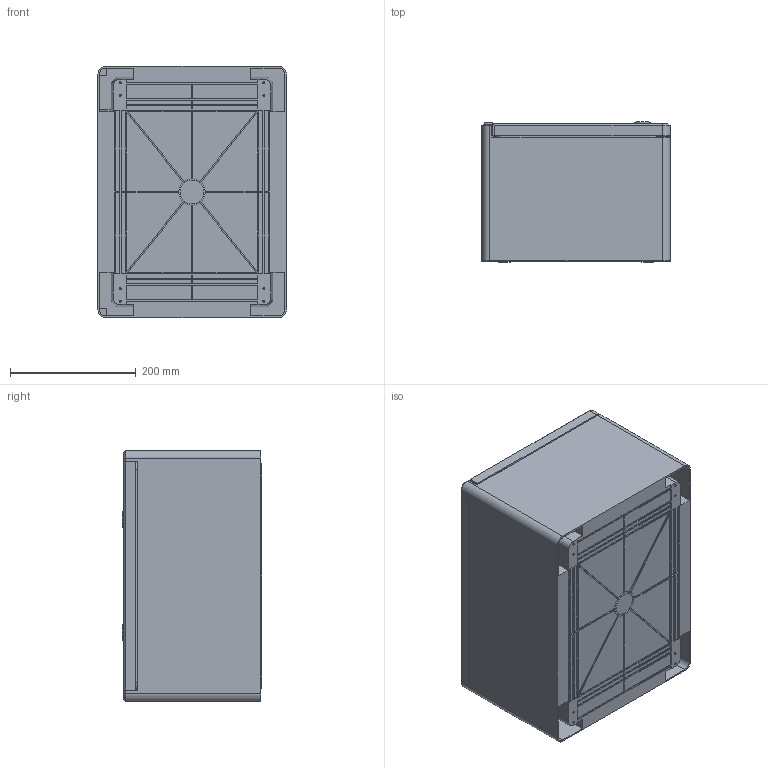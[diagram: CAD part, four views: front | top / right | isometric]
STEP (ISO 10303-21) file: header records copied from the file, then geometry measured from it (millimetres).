
FILE_DESCRIPTION (( 'STEP AP214' ), '1' );
FILE_NAME ('ﾙﾌﾏ-ﾏ (PB65MP004) - ﾑﾁﾎﾐﾊﾀ.STEP', '2021-03-24T13:07:28', ( '' ), ( '' ), 'SwSTEP 2.0', 'SolidWorks 2021', '' );
FILE_SCHEMA (( 'AUTOMOTIVE_DESIGN' ));
Length unit declared in the file: millimetre
Products named in the file (4): ÙÌÏ-Ï (PBT65MP003) - Äâåðü_­¥¯à®§à ç­ ï ¤¢¥àì (PB65MP003); ÙÌÏ-Ï (PBT65MP003) - Ïëàòà ìîíòàæíàÿ; ÙÌÏ-Ï (PB65MP004) - Êîðïóñ; ﾙﾌﾏ-ﾏ (PB65MP004) - ﾑﾁﾎﾐﾊﾀ
Assembly tree (3 placements, depth 2):
  ﾙﾌﾏ-ﾏ (PB65MP004) - ﾑﾁﾎﾐﾊﾀ
    ÙÌÏ-Ï (PB65MP004) - Êîðïóñ
    ÙÌÏ-Ï (PBT65MP003) - Ïëàòà ìîíòàæíàÿ
    ÙÌÏ-Ï (PBT65MP003) - Äâåðü_­¥¯à®§à ç­ ï ¤¢¥àì (PB65MP003)
Bounding box: 300.1 x 222.6 x 400 mm (x, y, z)
Volume: 2248795.4 mm3; surface area: 1577393.9 mm2
Topology: 7 solids, 7 shells, 1435 faces, 3586 edges, 2356 vertices
Faces by surface type: plane 1137, cylinder 240, bspline 38, cone 10, sphere 6, torus 4
Full cylindrical faces by diameter (mm): 3.2 x16, 5 x4, 7.4 x4, 12.2 x3, 15.4 x4, 16 x3, 25 x5, 31.5 x3, 37.8 x1
Entity records: 42469 total; most frequent: CARTESIAN_POINT 7986, ORIENTED_EDGE 7052, DIRECTION 6713, EDGE_CURVE 3526, LINE 2917, VECTOR 2917, VERTEX_POINT 2345, AXIS2_PLACEMENT_3D 1898
